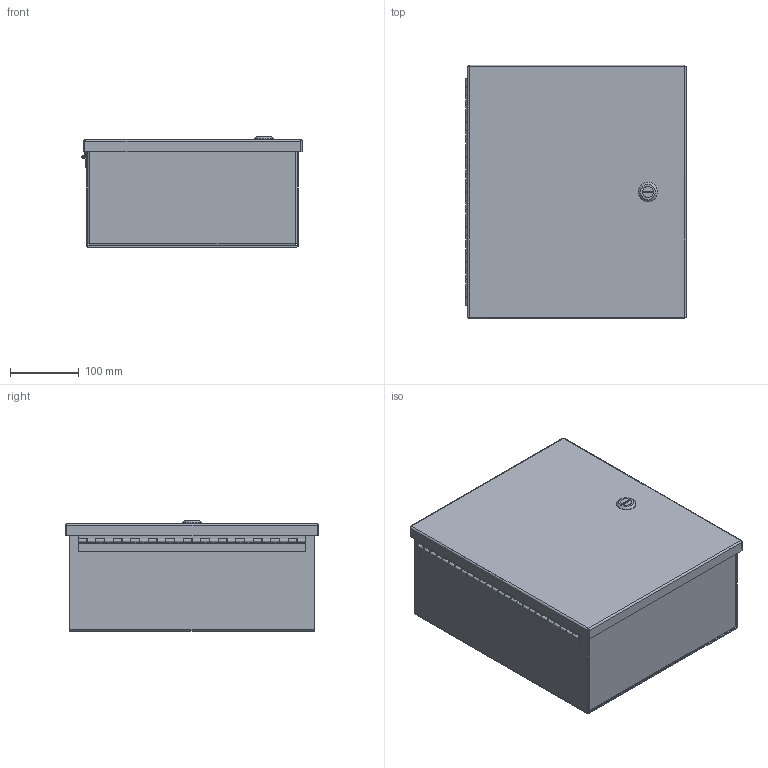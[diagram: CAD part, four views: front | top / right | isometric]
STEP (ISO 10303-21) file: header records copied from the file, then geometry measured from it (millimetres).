
FILE_DESCRIPTION((''),'2;1');
FILE_NAME('N1C121406.stp','2013-04-03T21:56:13',('gnathtr'),(''),'Autodesk Inventor 2012','Autodesk Inventor 2012','');
FILE_SCHEMA(('AUTOMOTIVE_DESIGN { 1 0 10303 214 1 1 1 1 }'));
Length unit declared in the file: inch
Products named in the file (18): N1C_SMALL; N1C1206TB; N1C121406BLR; HFW3513; 35124-1000-102A-AA; 35124-1000-318; 35124-277-01; 35124-1000-02-RA; 35124-1000-03; 1000-112_prt; 35124-1000-23; 35124-1000-24; N1C1214LID; 328124; 328124LH; 328124P; 328124TH; 3499
Assembly tree (21 placements, depth 3):
  N1C_SMALL
    N1C1206TB  x2
    N1C121406BLR
    HFW3513
      35124-1000-102A-AA
      35124-1000-318
      35124-277-01
      35124-1000-02-RA
      35124-1000-03
      1000-112_prt
      35124-1000-23
      35124-1000-24
    N1C1214LID
    328124
      328124LH
      328124P
      328124TH
    3499  x4
Bounding box: 319.64 x 368.3 x 159.87 mm (x, y, z)
Volume: 938788.3 mm3; surface area: 1021488.5 mm2
Topology: 19 solids, 19 shells, 735 faces, 1833 edges, 1146 vertices
Faces by surface type: plane 423, cylinder 230, bspline 48, cone 17, torus 13, sphere 4
Full cylindrical faces by diameter (mm): 2.54 x1, 2.957 x26, 3.962 x4, 5 x1, 5.5 x1, 7.62 x4, 7.938 x4, 9.9 x1, 10 x1, 10.2 x1, 12.8 x1, 13.5 x1, 15.2 x1, 15.875 x4, 16 x1, 16.1 x1, 19.8 x1, 22 x1, 28 x1
Entity records: 22330 total; most frequent: CARTESIAN_POINT 5924, DIRECTION 3294, ORIENTED_EDGE 3196, EDGE_CURVE 1598, AXIS2_PLACEMENT_3D 1125, VECTOR 1044, LINE 1044, VERTEX_POINT 1028
